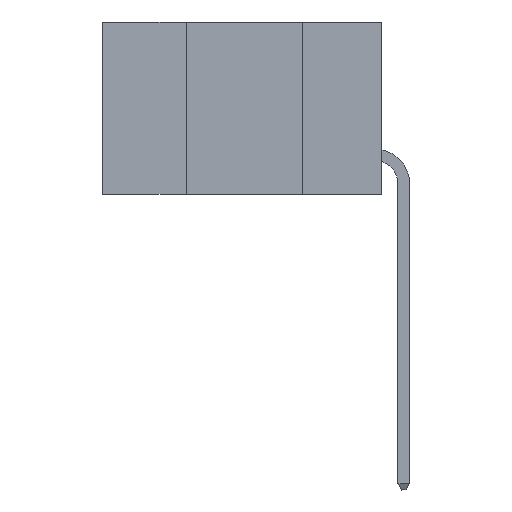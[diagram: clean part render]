
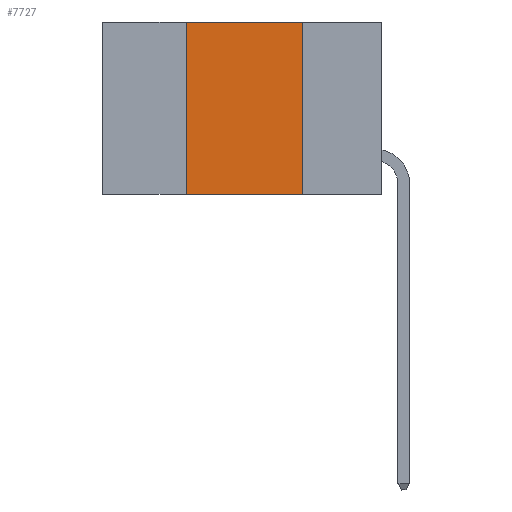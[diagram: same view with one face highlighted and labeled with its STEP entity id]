
A CAD part, left-side view. The second image highlights one B-rep face of the part: STEP entity #7727.
In plain terms, the highlighted planar face has unit normal (-1, 0, 0).
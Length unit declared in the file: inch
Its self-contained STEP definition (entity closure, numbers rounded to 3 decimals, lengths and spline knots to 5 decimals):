
#1320 = VERTEX_POINT ( 'NONE', #10319 ) ;
#1364 = VECTOR ( 'NONE', #9459, 39.37008 ) ;
#1455 = DIRECTION ( 'NONE',  ( 0., -1., 0. ) ) ;
#1501 = EDGE_CURVE ( 'NONE', #9214, #13216, #1576, .T. ) ;
#1575 = VECTOR ( 'NONE', #5913, 39.37008 ) ;
#1576 = LINE ( 'NONE', #11693, #2750 ) ;
#1678 = FACE_OUTER_BOUND ( 'NONE', #10486, .T. ) ;
#2062 = VERTEX_POINT ( 'NONE', #9202 ) ;
#2750 = VECTOR ( 'NONE', #10970, 39.37008 ) ;
#2914 = EDGE_CURVE ( 'NONE', #1320, #13216, #11558, .T. ) ;
#3491 = CARTESIAN_POINT ( 'NONE',  ( 0., 0.42, -0.37 ) ) ;
#3573 = CARTESIAN_POINT ( 'NONE',  ( 0., 0.6, 0. ) ) ;
#4258 = LINE ( 'NONE', #10252, #1575 ) ;
#4594 = CARTESIAN_POINT ( 'NONE',  ( 0., 0.17, -0.37 ) ) ;
#5268 = AXIS2_PLACEMENT_3D ( 'NONE', #3573, #7825, #5715 ) ;
#5715 = DIRECTION ( 'NONE',  ( 0., 0., -1. ) ) ;
#5913 = DIRECTION ( 'NONE',  ( 0., 0., 1. ) ) ;
#6223 = ORIENTED_EDGE ( 'NONE', *, *, #1501, .T. ) ;
#6294 = VECTOR ( 'NONE', #1455, 39.37008 ) ;
#7332 = CARTESIAN_POINT ( 'NONE',  ( 0., 0.17, 0. ) ) ;
#7727 = ADVANCED_FACE ( 'NONE', ( #1678 ), #11135, .F. ) ;
#7825 = DIRECTION ( 'NONE',  ( 1., 0., 0. ) ) ;
#9202 = CARTESIAN_POINT ( 'NONE',  ( 0., 0.42, 0. ) ) ;
#9214 = VERTEX_POINT ( 'NONE', #3491 ) ;
#9459 = DIRECTION ( 'NONE',  ( 0., 0., -1. ) ) ;
#9491 = EDGE_CURVE ( 'NONE', #2062, #1320, #13157, .T. ) ;
#10252 = CARTESIAN_POINT ( 'NONE',  ( 0., 0.42, 0. ) ) ;
#10319 = CARTESIAN_POINT ( 'NONE',  ( 0., 0.17, 0. ) ) ;
#10486 = EDGE_LOOP ( 'NONE', ( #11180, #10724, #10798, #6223 ) ) ;
#10724 = ORIENTED_EDGE ( 'NONE', *, *, #9491, .F. ) ;
#10798 = ORIENTED_EDGE ( 'NONE', *, *, #11485, .F. ) ;
#10970 = DIRECTION ( 'NONE',  ( 0., -1., 0. ) ) ;
#11135 = PLANE ( 'NONE',  #5268 ) ;
#11180 = ORIENTED_EDGE ( 'NONE', *, *, #2914, .F. ) ;
#11485 = EDGE_CURVE ( 'NONE', #9214, #2062, #4258, .T. ) ;
#11558 = LINE ( 'NONE', #7332, #1364 ) ;
#11693 = CARTESIAN_POINT ( 'NONE',  ( 0., 0.6, -0.37 ) ) ;
#13157 = LINE ( 'NONE', #13274, #6294 ) ;
#13216 = VERTEX_POINT ( 'NONE', #4594 ) ;
#13274 = CARTESIAN_POINT ( 'NONE',  ( 0., 0.6, 0. ) ) ;
